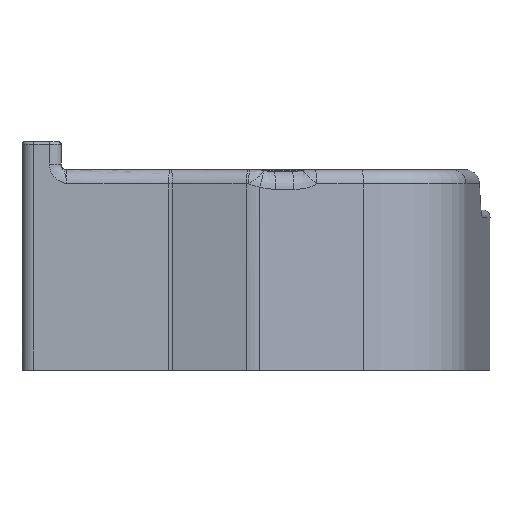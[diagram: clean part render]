
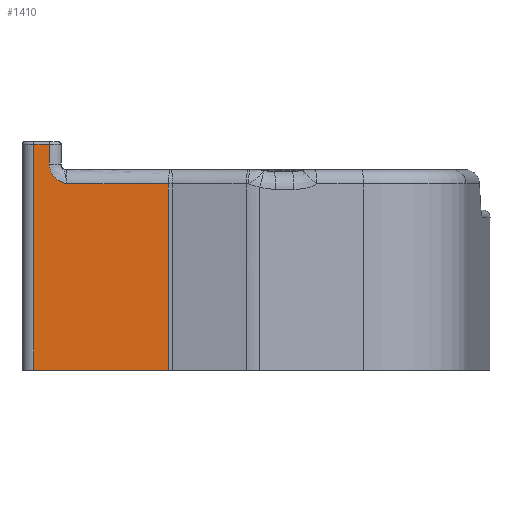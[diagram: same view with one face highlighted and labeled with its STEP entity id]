
A CAD part, left-side view. The second image highlights one B-rep face of the part: STEP entity #1410.
In plain terms, the highlighted planar face has unit normal (-1, 0, 0).
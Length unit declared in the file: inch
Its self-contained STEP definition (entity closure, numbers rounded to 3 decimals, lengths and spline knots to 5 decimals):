
#193=PLANE('',#6261);
#961=LINE('',#10568,#1170);
#968=LINE('',#10714,#1177);
#972=LINE('',#10727,#1181);
#974=LINE('',#10735,#1183);
#976=LINE('',#10792,#1185);
#978=LINE('',#10796,#1187);
#979=LINE('',#10798,#1188);
#980=LINE('',#10799,#1189);
#1170=VECTOR('',#7465,1.);
#1177=VECTOR('',#7530,1.);
#1181=VECTOR('',#7546,1.);
#1183=VECTOR('',#7554,1.);
#1185=VECTOR('',#7560,1.);
#1187=VECTOR('',#7566,1.);
#1188=VECTOR('',#7567,1.);
#1189=VECTOR('',#7568,1.);
#1410=ADVANCED_FACE('',(#1823),#193,.F.);
#1823=FACE_OUTER_BOUND('',#2163,.T.);
#2163=EDGE_LOOP('',(#3490,#3491,#3492,#3493,#3494,#3495,#3496,#3497,#3498,
#3499));
#2609=B_SPLINE_CURVE_WITH_KNOTS('',3,(#10737,#10738,#10739,#10740,#10741,
#10742,#10743,#10744,#10745,#10746,#10747,#10748,#10749,#10750,#10751,#10752),
 .UNSPECIFIED.,.F.,.F.,(4,2,2,2,2,2,2,4),(0.,0.00128,0.02521,
0.17542,0.34563,0.56771,0.78367,
1.),.UNSPECIFIED.);
#3490=ORIENTED_EDGE('',*,*,#5157,.T.);
#3491=ORIENTED_EDGE('',*,*,#5107,.T.);
#3492=ORIENTED_EDGE('',*,*,#5159,.T.);
#3493=ORIENTED_EDGE('',*,*,#5160,.T.);
#3494=ORIENTED_EDGE('',*,*,#5161,.F.);
#3495=ORIENTED_EDGE('',*,*,#5161,.T.);
#3496=ORIENTED_EDGE('',*,*,#5154,.T.);
#3497=ORIENTED_EDGE('',*,*,#5153,.T.);
#3498=ORIENTED_EDGE('',*,*,#5149,.T.);
#3499=ORIENTED_EDGE('',*,*,#5142,.T.);
#4446=VERTEX_POINT('',#10567);
#4447=VERTEX_POINT('',#10569);
#4465=VERTEX_POINT('',#10699);
#4469=VERTEX_POINT('',#10711);
#4474=VERTEX_POINT('',#10728);
#4475=VERTEX_POINT('',#10732);
#4477=VERTEX_POINT('',#10753);
#4478=VERTEX_POINT('',#10797);
#4479=VERTEX_POINT('',#10800);
#5107=EDGE_CURVE('',#4447,#4446,#961,.T.);
#5142=EDGE_CURVE('',#4469,#4465,#968,.T.);
#5149=EDGE_CURVE('',#4474,#4469,#972,.T.);
#5153=EDGE_CURVE('',#4475,#4474,#974,.T.);
#5154=EDGE_CURVE('',#4477,#4475,#2609,.T.);
#5157=EDGE_CURVE('',#4465,#4447,#976,.T.);
#5159=EDGE_CURVE('',#4446,#4478,#978,.T.);
#5160=EDGE_CURVE('',#4478,#4477,#979,.T.);
#5161=EDGE_CURVE('',#4479,#4477,#980,.T.);
#6261=AXIS2_PLACEMENT_3D('',#10801,#7569,#7570);
#7465=DIRECTION('',(0.,-1.,0.));
#7530=DIRECTION('',(0.,1.,0.));
#7546=DIRECTION('',(0.,0.,1.));
#7554=DIRECTION('',(0.,0.,1.));
#7560=DIRECTION('',(0.,0.,-1.));
#7566=DIRECTION('',(0.,0.,1.));
#7567=DIRECTION('',(0.,1.,0.));
#7568=DIRECTION('',(0.,0.,1.));
#7569=DIRECTION('',(1.,0.,0.));
#7570=DIRECTION('',(0.,1.,0.));
#10567=CARTESIAN_POINT('',(7.18825,8.4442,-0.12923));
#10568=CARTESIAN_POINT('',(7.18825,10.65661,-0.12923));
#10569=CARTESIAN_POINT('',(7.18825,11.26907,-0.12923));
#10699=CARTESIAN_POINT('',(7.18825,11.26907,4.61639));
#10711=CARTESIAN_POINT('',(7.18825,10.94634,4.61639));
#10714=CARTESIAN_POINT('',(7.18825,10.65661,4.61639));
#10727=CARTESIAN_POINT('',(7.18825,10.94634,4.66639));
#10728=CARTESIAN_POINT('',(7.18825,10.94634,4.20217));
#10732=CARTESIAN_POINT('',(7.18825,10.94634,4.19788));
#10735=CARTESIAN_POINT('',(7.18825,10.94634,4.20217));
#10737=CARTESIAN_POINT('',(7.18825,10.57634,3.78217));
#10738=CARTESIAN_POINT('',(7.18825,10.57658,3.78224));
#10739=CARTESIAN_POINT('',(7.18825,10.57683,3.78231));
#10740=CARTESIAN_POINT('',(7.18825,10.58171,3.78365));
#10741=CARTESIAN_POINT('',(7.18825,10.58632,3.78501));
#10742=CARTESIAN_POINT('',(7.18825,10.61967,3.79538));
#10743=CARTESIAN_POINT('',(7.18825,10.64773,3.80665));
#10744=CARTESIAN_POINT('',(7.18825,10.70617,3.83324));
#10745=CARTESIAN_POINT('',(7.18825,10.73665,3.84908));
#10746=CARTESIAN_POINT('',(7.18825,10.80145,3.89295));
#10747=CARTESIAN_POINT('',(7.18825,10.83487,3.92343));
#10748=CARTESIAN_POINT('',(7.18825,10.88874,3.99186));
#10749=CARTESIAN_POINT('',(7.18825,10.91015,4.03038));
#10750=CARTESIAN_POINT('',(7.18825,10.93878,4.11136));
#10751=CARTESIAN_POINT('',(7.18825,10.94634,4.15492));
#10752=CARTESIAN_POINT('',(7.18825,10.94634,4.19788));
#10753=CARTESIAN_POINT('',(7.18825,10.57634,3.78217));
#10792=CARTESIAN_POINT('',(7.18825,11.26907,2.90227));
#10796=CARTESIAN_POINT('',(7.18825,8.4442,2.90227));
#10797=CARTESIAN_POINT('',(7.18825,8.4442,3.78217));
#10798=CARTESIAN_POINT('',(7.18825,8.39489,3.78217));
#10799=CARTESIAN_POINT('',(7.18825,10.57634,2.90227));
#10800=CARTESIAN_POINT('',(7.18825,10.57634,0.37077));
#10801=CARTESIAN_POINT('',(7.18825,10.65661,3.91758));
